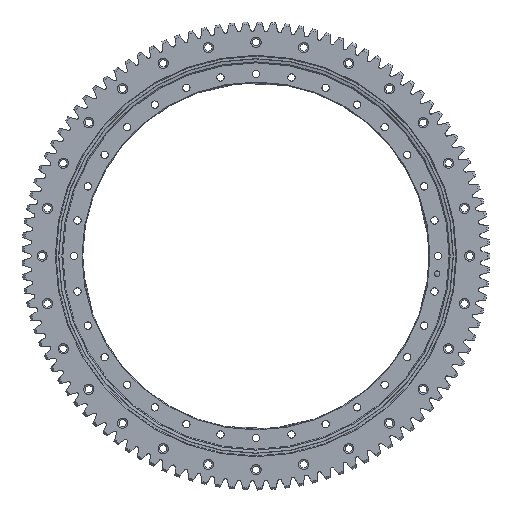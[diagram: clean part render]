
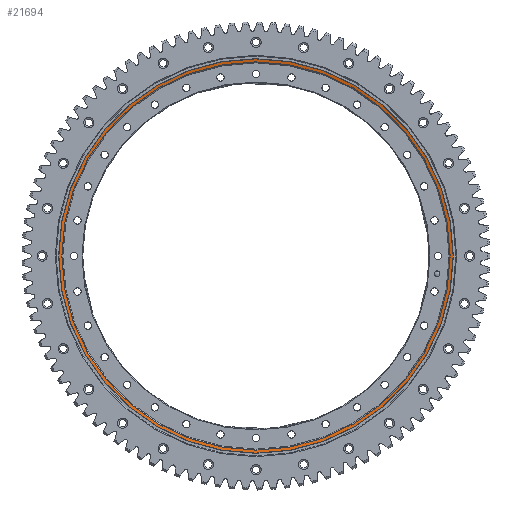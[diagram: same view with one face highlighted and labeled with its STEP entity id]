
A CAD part, front view. The second image highlights one B-rep face of the part: STEP entity #21694.
In plain terms, the highlighted conical face has half-angle 79 degrees and reference radius 267.723 mm.
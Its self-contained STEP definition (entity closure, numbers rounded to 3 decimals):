
#3401=FACE_BOUND('',#6614,.T.);
#3694=CONICAL_SURFACE('',#24895,267.723,79.);
#4992=FACE_OUTER_BOUND('',#6613,.T.);
#6613=EDGE_LOOP('',(#12597));
#6614=EDGE_LOOP('',(#12598));
#12597=ORIENTED_EDGE('',*,*,#15590,.T.);
#12598=ORIENTED_EDGE('',*,*,#15570,.F.);
#15570=EDGE_CURVE('',#17780,#17780,#19682,.T.);
#15590=EDGE_CURVE('',#17800,#17800,#19702,.T.);
#17780=VERTEX_POINT('',#39090);
#17800=VERTEX_POINT('',#39149);
#19682=CIRCLE('',#24855,269.825);
#19702=CIRCLE('',#24894,265.621);
#21694=ADVANCED_FACE('',(#4992,#3401),#3694,.F.);
#24855=AXIS2_PLACEMENT_3D('',#39091,#32102,#32103);
#24894=AXIS2_PLACEMENT_3D('',#39150,#32180,#32181);
#24895=AXIS2_PLACEMENT_3D('',#39151,#32182,#32183);
#32102=DIRECTION('center_axis',(0.,1.,0.));
#32103=DIRECTION('ref_axis',(1.,0.,0.));
#32180=DIRECTION('center_axis',(0.,1.,0.));
#32181=DIRECTION('ref_axis',(1.,0.,0.));
#32182=DIRECTION('center_axis',(0.,-1.,0.));
#32183=DIRECTION('ref_axis',(-1.,0.,0.));
#39090=CARTESIAN_POINT('',(-269.825,-19.915,0.));
#39091=CARTESIAN_POINT('Origin',(0.,-19.915,0.));
#39149=CARTESIAN_POINT('',(-265.621,-19.098,0.));
#39150=CARTESIAN_POINT('Origin',(0.,-19.098,0.));
#39151=CARTESIAN_POINT('Origin',(0.,-19.506,0.));
